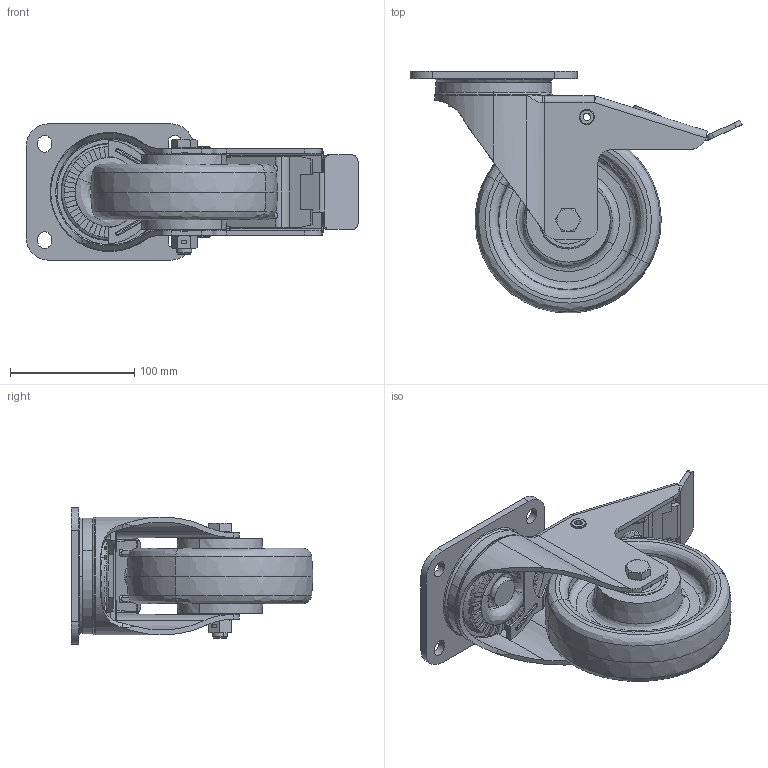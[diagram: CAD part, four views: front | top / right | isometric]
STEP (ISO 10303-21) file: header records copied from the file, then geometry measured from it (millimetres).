
FILE_DESCRIPTION (( 'STEP AP214' ), '1' );
FILE_NAME ('0021080.step', '2024-05-03T08:41:04', ( '' ), ( '' ), 'SwSTEP 2.0', 'SolidWorks 2020', '' );
FILE_SCHEMA (( 'AUTOMOTIVE_DESIGN' ));
Length unit declared in the file: millimetre
Products named in the file (1): 0021080
Bounding box: 267.63 x 194.98 x 110 mm (x, y, z)
Volume: 932158.1 mm3; surface area: 299378 mm2
Topology: 29 solids, 29 shells, 1446 faces, 3631 edges, 2292 vertices
Faces by surface type: plane 777, cylinder 362, bspline 193, cone 72, torus 42
Entity records: 71597 total; most frequent: CARTESIAN_POINT 21421, ORIENTED_EDGE 7254, DIRECTION 6866, EDGE_CURVE 3627, AXIS2_PLACEMENT_3D 2422, VERTEX_POINT 2292, LINE 2022, VECTOR 2022
